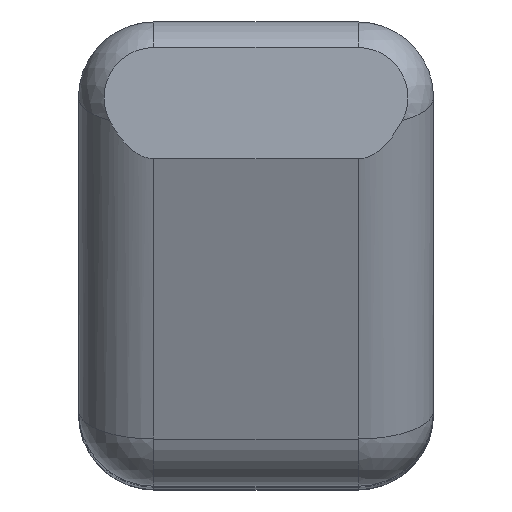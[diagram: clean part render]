
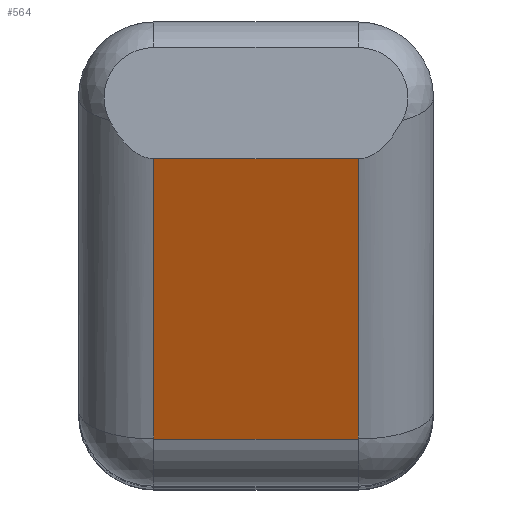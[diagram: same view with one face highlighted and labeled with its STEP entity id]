
A CAD part, top view. The second image highlights one B-rep face of the part: STEP entity #564.
In plain terms, the highlighted planar face has unit normal (0, -0.377, 0.926).
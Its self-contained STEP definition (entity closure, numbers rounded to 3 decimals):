
#55=FACE_OUTER_BOUND('',#94,.T.);
#94=EDGE_LOOP('',(#435,#436,#437,#438));
#122=LINE('',#890,#166);
#125=LINE('',#908,#169);
#154=LINE('',#981,#198);
#155=LINE('',#982,#199);
#166=VECTOR('',#690,10.);
#169=VECTOR('',#711,1000.);
#198=VECTOR('',#772,1000.);
#199=VECTOR('',#773,1000.);
#250=VERTEX_POINT('',#887);
#251=VERTEX_POINT('',#889);
#257=VERTEX_POINT('',#907);
#285=VERTEX_POINT('',#980);
#296=EDGE_CURVE('',#251,#250,#122,.T.);
#305=EDGE_CURVE('',#257,#251,#125,.T.);
#341=EDGE_CURVE('',#250,#285,#154,.T.);
#342=EDGE_CURVE('',#285,#257,#155,.T.);
#435=ORIENTED_EDGE('',*,*,#296,.T.);
#436=ORIENTED_EDGE('',*,*,#341,.T.);
#437=ORIENTED_EDGE('',*,*,#342,.T.);
#438=ORIENTED_EDGE('',*,*,#305,.T.);
#546=PLANE('',#632);
#564=ADVANCED_FACE('',(#55),#546,.T.);
#632=AXIS2_PLACEMENT_3D('',#979,#770,#771);
#690=DIRECTION('',(-1.,0.,0.));
#711=DIRECTION('',(0.,0.926,0.377));
#770=DIRECTION('center_axis',(0.,-0.377,
0.926));
#771=DIRECTION('ref_axis',(0.,-0.926,-0.377));
#772=DIRECTION('',(0.,-0.926,-0.377));
#773=DIRECTION('',(1.,0.,0.));
#887=CARTESIAN_POINT('',(-7.6,15.27,29.426));
#889=CARTESIAN_POINT('',(-2.2,15.27,29.426));
#890=CARTESIAN_POINT('',(-11.529,15.27,29.426));
#907=CARTESIAN_POINT('',(-2.2,7.856,26.407));
#908=CARTESIAN_POINT('',(-2.2,6.61,25.9));
#979=CARTESIAN_POINT('Origin',(-22.859,6.61,25.9));
#980=CARTESIAN_POINT('',(-7.6,7.856,26.407));
#981=CARTESIAN_POINT('',(-7.6,6.61,25.9));
#982=CARTESIAN_POINT('',(-22.859,7.856,26.407));
